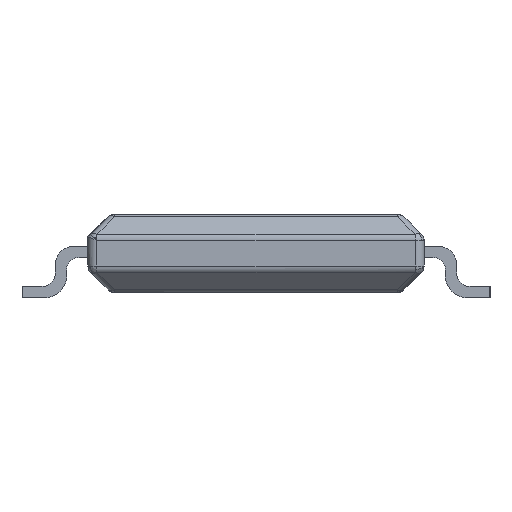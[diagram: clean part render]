
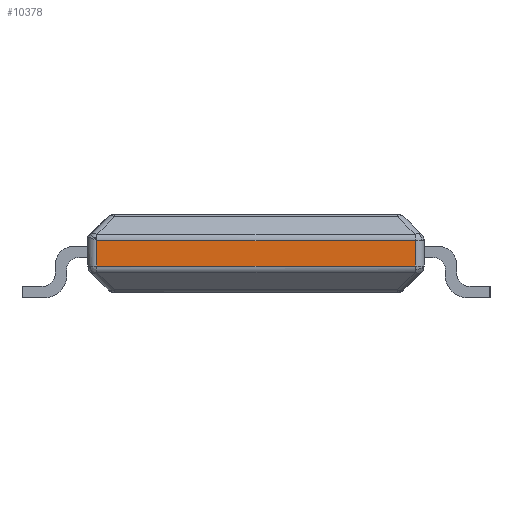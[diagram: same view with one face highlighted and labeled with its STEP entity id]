
A CAD part, left-side view. The second image highlights one B-rep face of the part: STEP entity #10378.
In plain terms, the highlighted planar face has unit normal (-1, 0, 0).
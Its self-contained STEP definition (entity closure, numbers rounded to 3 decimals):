
#564 = DIRECTION ( 'NONE',  ( 0., 0., 1. ) ) ;
#1172 = LINE ( 'NONE', #5041, #11856 ) ;
#1434 = DIRECTION ( 'NONE',  ( 0., 1., 0. ) ) ;
#1482 = VECTOR ( 'NONE', #1434, 1000. ) ;
#1615 = CARTESIAN_POINT ( 'NONE',  ( -7.848, -3.559, 0. ) ) ;
#1680 = DIRECTION ( 'NONE',  ( -1., 0., 0. ) ) ;
#1793 = ORIENTED_EDGE ( 'NONE', *, *, #3034, .T. ) ;
#1802 = VERTEX_POINT ( 'NONE', #4103 ) ;
#1911 = VECTOR ( 'NONE', #5484, 1000. ) ;
#2614 = ORIENTED_EDGE ( 'NONE', *, *, #6976, .T. ) ;
#3034 = EDGE_CURVE ( 'NONE', #10283, #4015, #1172, .T. ) ;
#3256 = CARTESIAN_POINT ( 'NONE',  ( -7.849, 3.559, 1.16 ) ) ;
#3560 = LINE ( 'NONE', #1615, #1911 ) ;
#3683 = DIRECTION ( 'NONE',  ( 0., 1., 0. ) ) ;
#4015 = VERTEX_POINT ( 'NONE', #8461 ) ;
#4103 = CARTESIAN_POINT ( 'NONE',  ( -7.849, -3.559, 0.593 ) ) ;
#4329 = LINE ( 'NONE', #6444, #1482 ) ;
#4330 = PLANE ( 'NONE',  #8705 ) ;
#4391 = ORIENTED_EDGE ( 'NONE', *, *, #9855, .F. ) ;
#5041 = CARTESIAN_POINT ( 'NONE',  ( -7.848, 3.559, 0. ) ) ;
#5484 = DIRECTION ( 'NONE',  ( 0., 0., 1. ) ) ;
#6444 = CARTESIAN_POINT ( 'NONE',  ( -7.849, 13.559, 0.593 ) ) ;
#6976 = EDGE_CURVE ( 'NONE', #1802, #9478, #3560, .T. ) ;
#7019 = EDGE_LOOP ( 'NONE', ( #4391, #2614, #8858, #1793 ) ) ;
#7440 = CARTESIAN_POINT ( 'NONE',  ( -7.848, 3.759, 1.16 ) ) ;
#7658 = CARTESIAN_POINT ( 'NONE',  ( -7.848, 3.759, 0. ) ) ;
#7855 = VECTOR ( 'NONE', #3683, 1000. ) ;
#8461 = CARTESIAN_POINT ( 'NONE',  ( -7.849, 3.559, 0.593 ) ) ;
#8705 = AXIS2_PLACEMENT_3D ( 'NONE', #7658, #1680, #564 ) ;
#8858 = ORIENTED_EDGE ( 'NONE', *, *, #12297, .T. ) ;
#9478 = VERTEX_POINT ( 'NONE', #11621 ) ;
#9664 = LINE ( 'NONE', #7440, #7855 ) ;
#9855 = EDGE_CURVE ( 'NONE', #1802, #4015, #4329, .T. ) ;
#10213 = DIRECTION ( 'NONE',  ( 0., 0., -1. ) ) ;
#10283 = VERTEX_POINT ( 'NONE', #3256 ) ;
#10378 = ADVANCED_FACE ( 'NONE', ( #11342 ), #4330, .T. ) ;
#11342 = FACE_OUTER_BOUND ( 'NONE', #7019, .T. ) ;
#11621 = CARTESIAN_POINT ( 'NONE',  ( -7.849, -3.559, 1.16 ) ) ;
#11856 = VECTOR ( 'NONE', #10213, 1000. ) ;
#12297 = EDGE_CURVE ( 'NONE', #9478, #10283, #9664, .T. ) ;
